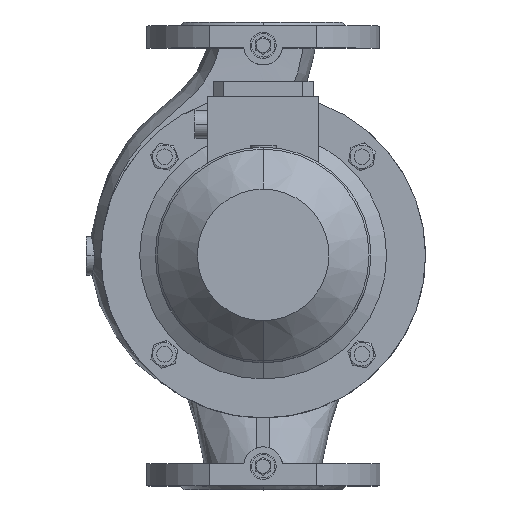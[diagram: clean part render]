
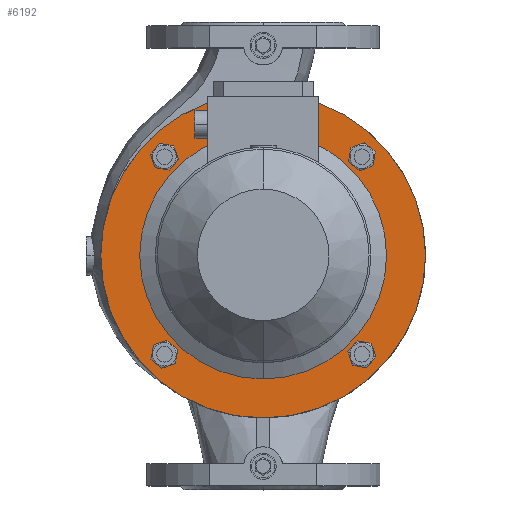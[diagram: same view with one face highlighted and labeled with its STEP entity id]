
A CAD part, top view. The second image highlights one B-rep face of the part: STEP entity #6192.
In plain terms, the highlighted planar face has unit normal (0, 0, 1).
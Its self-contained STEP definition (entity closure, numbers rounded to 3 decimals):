
#357 = DIRECTION ( 'NONE',  ( 0., 0., -1. ) ) ;
#657 = EDGE_LOOP ( 'NONE', ( #8848, #6423 ) ) ;
#819 = DIRECTION ( 'NONE',  ( 0., -1., 0. ) ) ;
#878 = AXIS2_PLACEMENT_3D ( 'NONE', #23194, #357, #13180 ) ;
#1012 = CIRCLE ( 'NONE', #31794, 95. ) ;
#1075 = DIRECTION ( 'NONE',  ( 0., -1., 0. ) ) ;
#1108 = EDGE_LOOP ( 'NONE', ( #19824, #27494 ) ) ;
#1122 = VERTEX_POINT ( 'NONE', #3212 ) ;
#1385 = EDGE_CURVE ( 'NONE', #29885, #10854, #31139, .T. ) ;
#1493 = DIRECTION ( 'NONE',  ( 0., 0., -1. ) ) ;
#1651 = AXIS2_PLACEMENT_3D ( 'NONE', #27747, #15062, #7264 ) ;
#2168 = ORIENTED_EDGE ( 'NONE', *, *, #1385, .T. ) ;
#2259 = CARTESIAN_POINT ( 'NONE',  ( 0., 0., 173. ) ) ;
#3212 = CARTESIAN_POINT ( 'NONE',  ( 0., -95., 173. ) ) ;
#3331 = EDGE_LOOP ( 'NONE', ( #30241, #17947 ) ) ;
#3353 = DIRECTION ( 'NONE',  ( 0., 0., -1. ) ) ;
#3554 = DIRECTION ( 'NONE',  ( 0., -1., 0. ) ) ;
#3654 = CARTESIAN_POINT ( 'NONE',  ( -76.014, 76.014, 173. ) ) ;
#3736 = VERTEX_POINT ( 'NONE', #11267 ) ;
#4630 = DIRECTION ( 'NONE',  ( 0., 0., -1. ) ) ;
#4683 = CARTESIAN_POINT ( 'NONE',  ( 77.581, 84.902, 173. ) ) ;
#5578 = CIRCLE ( 'NONE', #12605, 9.025 ) ;
#5881 = EDGE_CURVE ( 'NONE', #23895, #10964, #27341, .T. ) ;
#6011 = CARTESIAN_POINT ( 'NONE',  ( 0., 0., 173. ) ) ;
#6063 = CIRCLE ( 'NONE', #15194, 9.025 ) ;
#6192 = ADVANCED_FACE ( 'NONE', ( #9449, #8631, #29750, #19407, #32129, #28958 ), #6453, .T. ) ;
#6313 = ORIENTED_EDGE ( 'NONE', *, *, #23047, .T. ) ;
#6423 = ORIENTED_EDGE ( 'NONE', *, *, #18968, .F. ) ;
#6453 = PLANE ( 'NONE',  #9476 ) ;
#6728 = VERTEX_POINT ( 'NONE', #4683 ) ;
#6794 = DIRECTION ( 'NONE',  ( 0., 1., 0. ) ) ;
#6842 = DIRECTION ( 'NONE',  ( 0., -1., 0. ) ) ;
#6994 = CIRCLE ( 'NONE', #18508, 125. ) ;
#7007 = CARTESIAN_POINT ( 'NONE',  ( 74.447, 67.126, 173. ) ) ;
#7264 = DIRECTION ( 'NONE',  ( 0., -1., 0. ) ) ;
#7345 = VERTEX_POINT ( 'NONE', #28225 ) ;
#8305 = DIRECTION ( 'NONE',  ( 0., 0., -1. ) ) ;
#8575 = DIRECTION ( 'NONE',  ( 0., 0., -1. ) ) ;
#8631 = FACE_BOUND ( 'NONE', #3331, .T. ) ;
#8680 = DIRECTION ( 'NONE',  ( 0., 0., 1. ) ) ;
#8848 = ORIENTED_EDGE ( 'NONE', *, *, #19737, .F. ) ;
#9059 = CIRCLE ( 'NONE', #13580, 125. ) ;
#9177 = VERTEX_POINT ( 'NONE', #23714 ) ;
#9449 = FACE_BOUND ( 'NONE', #1108, .T. ) ;
#9476 = AXIS2_PLACEMENT_3D ( 'NONE', #11356, #8680, #11241 ) ;
#10266 = AXIS2_PLACEMENT_3D ( 'NONE', #3654, #23766, #3554 ) ;
#10831 = DIRECTION ( 'NONE',  ( 0., -1., 0. ) ) ;
#10854 = VERTEX_POINT ( 'NONE', #14510 ) ;
#10866 = CIRCLE ( 'NONE', #878, 95. ) ;
#10964 = VERTEX_POINT ( 'NONE', #17623 ) ;
#11241 = DIRECTION ( 'NONE',  ( 0., -1., 0. ) ) ;
#11267 = CARTESIAN_POINT ( 'NONE',  ( -67.126, 74.447, 173. ) ) ;
#11356 = CARTESIAN_POINT ( 'NONE',  ( 0., 125., 173. ) ) ;
#11407 = CARTESIAN_POINT ( 'NONE',  ( 0., 95., 173. ) ) ;
#11624 = EDGE_CURVE ( 'NONE', #3736, #20504, #29706, .T. ) ;
#12605 = AXIS2_PLACEMENT_3D ( 'NONE', #30207, #27535, #6842 ) ;
#13180 = DIRECTION ( 'NONE',  ( 0., 1., 0. ) ) ;
#13210 = CARTESIAN_POINT ( 'NONE',  ( 76.014, -76.014, 173. ) ) ;
#13399 = EDGE_CURVE ( 'NONE', #26431, #1122, #1012, .T. ) ;
#13580 = AXIS2_PLACEMENT_3D ( 'NONE', #2259, #4630, #24979 ) ;
#13883 = AXIS2_PLACEMENT_3D ( 'NONE', #26475, #3353, #1075 ) ;
#14046 = CARTESIAN_POINT ( 'NONE',  ( 67.126, -74.447, 173. ) ) ;
#14196 = EDGE_CURVE ( 'NONE', #10964, #23895, #6063, .T. ) ;
#14510 = CARTESIAN_POINT ( 'NONE',  ( 84.902, -77.581, 173. ) ) ;
#15062 = DIRECTION ( 'NONE',  ( 0., 0., -1. ) ) ;
#15194 = AXIS2_PLACEMENT_3D ( 'NONE', #28763, #26192, #10831 ) ;
#16119 = EDGE_LOOP ( 'NONE', ( #29185, #17486 ) ) ;
#16235 = ORIENTED_EDGE ( 'NONE', *, *, #13399, .T. ) ;
#16733 = CARTESIAN_POINT ( 'NONE',  ( 0., 0., 173. ) ) ;
#17341 = CARTESIAN_POINT ( 'NONE',  ( -84.902, 77.581, 173. ) ) ;
#17407 = EDGE_CURVE ( 'NONE', #29924, #6728, #28250, .T. ) ;
#17483 = AXIS2_PLACEMENT_3D ( 'NONE', #13210, #8305, #819 ) ;
#17486 = ORIENTED_EDGE ( 'NONE', *, *, #14196, .T. ) ;
#17623 = CARTESIAN_POINT ( 'NONE',  ( -77.581, -84.902, 173. ) ) ;
#17727 = EDGE_LOOP ( 'NONE', ( #16235, #28482 ) ) ;
#17947 = ORIENTED_EDGE ( 'NONE', *, *, #24779, .T. ) ;
#18161 = DIRECTION ( 'NONE',  ( 0., -1., 0. ) ) ;
#18508 = AXIS2_PLACEMENT_3D ( 'NONE', #6011, #8575, #26372 ) ;
#18968 = EDGE_CURVE ( 'NONE', #7345, #9177, #9059, .T. ) ;
#19407 = FACE_BOUND ( 'NONE', #16119, .T. ) ;
#19487 = DIRECTION ( 'NONE',  ( 0., 0., -1. ) ) ;
#19737 = EDGE_CURVE ( 'NONE', #9177, #7345, #6994, .T. ) ;
#19824 = ORIENTED_EDGE ( 'NONE', *, *, #11624, .T. ) ;
#20304 = CIRCLE ( 'NONE', #26491, 9.025 ) ;
#20504 = VERTEX_POINT ( 'NONE', #17341 ) ;
#20779 = CARTESIAN_POINT ( 'NONE',  ( 76.014, 76.014, 173. ) ) ;
#22060 = EDGE_CURVE ( 'NONE', #20504, #3736, #23544, .T. ) ;
#23033 = DIRECTION ( 'NONE',  ( 0., 0., -1. ) ) ;
#23047 = EDGE_CURVE ( 'NONE', #10854, #29885, #5578, .T. ) ;
#23194 = CARTESIAN_POINT ( 'NONE',  ( 0., 0., 173. ) ) ;
#23544 = CIRCLE ( 'NONE', #10266, 9.025 ) ;
#23714 = CARTESIAN_POINT ( 'NONE',  ( 0., 125., 173. ) ) ;
#23766 = DIRECTION ( 'NONE',  ( 0., 0., -1. ) ) ;
#23895 = VERTEX_POINT ( 'NONE', #31638 ) ;
#24779 = EDGE_CURVE ( 'NONE', #6728, #29924, #20304, .T. ) ;
#24979 = DIRECTION ( 'NONE',  ( 0., 1., 0. ) ) ;
#25242 = EDGE_LOOP ( 'NONE', ( #2168, #6313 ) ) ;
#26192 = DIRECTION ( 'NONE',  ( 0., 0., -1. ) ) ;
#26372 = DIRECTION ( 'NONE',  ( 0., 1., 0. ) ) ;
#26431 = VERTEX_POINT ( 'NONE', #11407 ) ;
#26475 = CARTESIAN_POINT ( 'NONE',  ( -76.014, 76.014, 173. ) ) ;
#26491 = AXIS2_PLACEMENT_3D ( 'NONE', #26788, #1493, #29121 ) ;
#26788 = CARTESIAN_POINT ( 'NONE',  ( 76.014, 76.014, 173. ) ) ;
#27341 = CIRCLE ( 'NONE', #1651, 9.025 ) ;
#27494 = ORIENTED_EDGE ( 'NONE', *, *, #22060, .T. ) ;
#27535 = DIRECTION ( 'NONE',  ( 0., 0., -1. ) ) ;
#27747 = CARTESIAN_POINT ( 'NONE',  ( -76.014, -76.014, 173. ) ) ;
#28225 = CARTESIAN_POINT ( 'NONE',  ( 0., -125., 173. ) ) ;
#28250 = CIRCLE ( 'NONE', #32961, 9.025 ) ;
#28482 = ORIENTED_EDGE ( 'NONE', *, *, #30735, .T. ) ;
#28763 = CARTESIAN_POINT ( 'NONE',  ( -76.014, -76.014, 173. ) ) ;
#28958 = FACE_OUTER_BOUND ( 'NONE', #657, .T. ) ;
#29121 = DIRECTION ( 'NONE',  ( 0., -1., 0. ) ) ;
#29185 = ORIENTED_EDGE ( 'NONE', *, *, #5881, .T. ) ;
#29706 = CIRCLE ( 'NONE', #13883, 9.025 ) ;
#29750 = FACE_BOUND ( 'NONE', #25242, .T. ) ;
#29885 = VERTEX_POINT ( 'NONE', #14046 ) ;
#29924 = VERTEX_POINT ( 'NONE', #7007 ) ;
#30207 = CARTESIAN_POINT ( 'NONE',  ( 76.014, -76.014, 173. ) ) ;
#30241 = ORIENTED_EDGE ( 'NONE', *, *, #17407, .T. ) ;
#30735 = EDGE_CURVE ( 'NONE', #1122, #26431, #10866, .T. ) ;
#31139 = CIRCLE ( 'NONE', #17483, 9.025 ) ;
#31638 = CARTESIAN_POINT ( 'NONE',  ( -74.447, -67.126, 173. ) ) ;
#31794 = AXIS2_PLACEMENT_3D ( 'NONE', #16733, #19487, #6794 ) ;
#32129 = FACE_BOUND ( 'NONE', #17727, .T. ) ;
#32961 = AXIS2_PLACEMENT_3D ( 'NONE', #20779, #23033, #18161 ) ;
